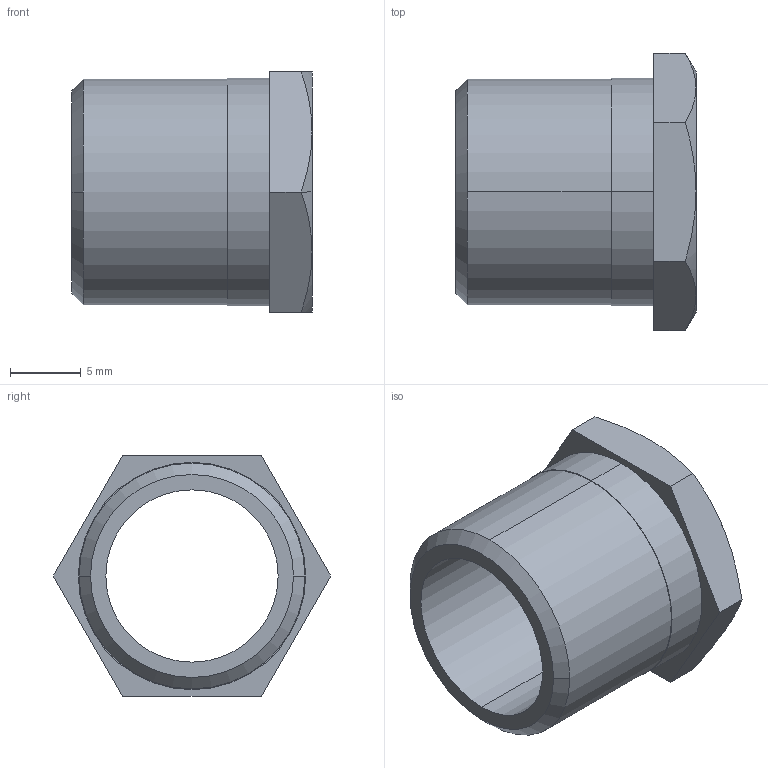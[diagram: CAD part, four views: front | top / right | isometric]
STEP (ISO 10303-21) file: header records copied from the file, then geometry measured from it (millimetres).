
FILE_DESCRIPTION(('STEP AP214'),'1');
FILE_NAME(' ',' ',('TraceParts'),('TraceParts S.A.'),'XStep 1.0',' ',' ');
FILE_SCHEMA(('automotive_design'));
Length unit declared in the file: millimetre
Products named in the file (1): 1
Bounding box: 17 x 19.63 x 17 mm (x, y, z)
Volume: 1544.4 mm3; surface area: 1742 mm2
Topology: 1 solids, 1 shells, 28 faces, 64 edges, 40 vertices
Faces by surface type: cone 12, plane 10, cylinder 6
Entity records: 1568 total; most frequent: CARTESIAN_POINT 181, DIRECTION 138, STYLED_ITEM 132, PRESENTATION_STYLE_ASSIGNMENT 132, COLOUR_RGB 132, ORIENTED_EDGE 128, EDGE_CURVE 64, CURVE_STYLE 64
